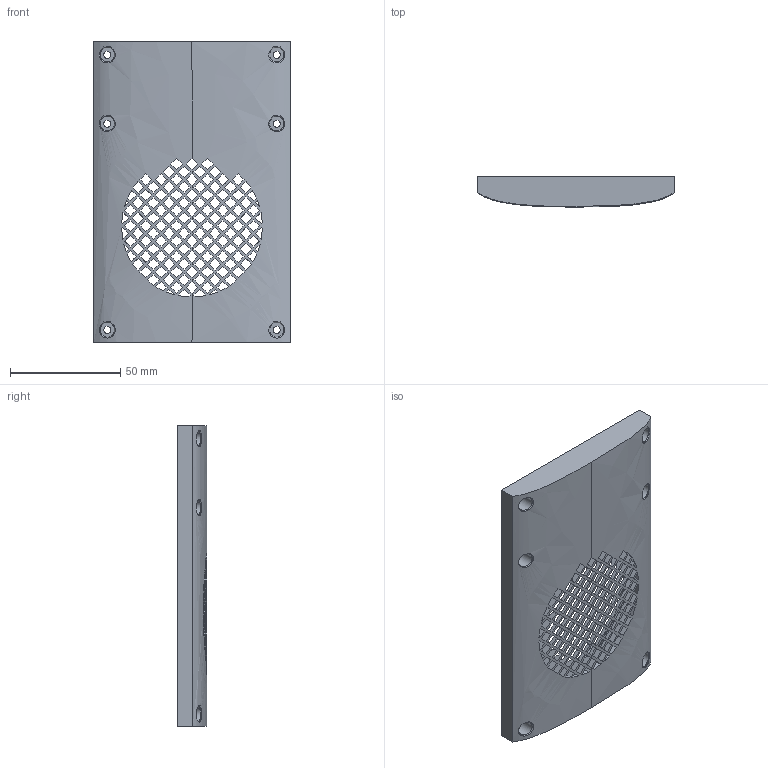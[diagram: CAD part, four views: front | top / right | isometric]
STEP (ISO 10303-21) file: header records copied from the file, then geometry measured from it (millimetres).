
FILE_DESCRIPTION(/* description */ (''),/* implementation_level */ '2;1');
FILE_NAME(/* name */ 'Speaker Plate Tectonic TEBM46C20N-4 v5.step',/* time_stamp */ '2025-05-26T17:27:58+01:00',/* author */ (''),/* organization */ (''),/* preprocessor_version */ 'ST-DEVELOPER v20.1',/* originating_system */ 'Autodesk Translation Framework v14.10.0.0',/* authorisation */ '');
FILE_SCHEMA (('AUTOMOTIVE_DESIGN { 1 0 10303 214 3 1 1 }'));
Length unit declared in the file: millimetre
Products named in the file (1): Speaker Plate Tectonic TEBM46C20N-4
Bounding box: 89.2 x 13.5 x 136.6 mm (x, y, z)
Volume: 104694.6 mm3; surface area: 34611.9 mm2
Topology: 1 solids, 1 shells, 684 faces, 2175 edges, 1436 vertices
Faces by surface type: plane 585, cylinder 54, bspline 45
Full cylindrical faces by diameter (mm): 2.8 x4
Entity records: 27964 total; most frequent: CARTESIAN_POINT 10907, ORIENTED_EDGE 4350, DIRECTION 2214, EDGE_CURVE 2175, VERTEX_POINT 1436, B_SPLINE_CURVE_WITH_KNOTS 1304, EDGE_LOOP 913, LINE 786
